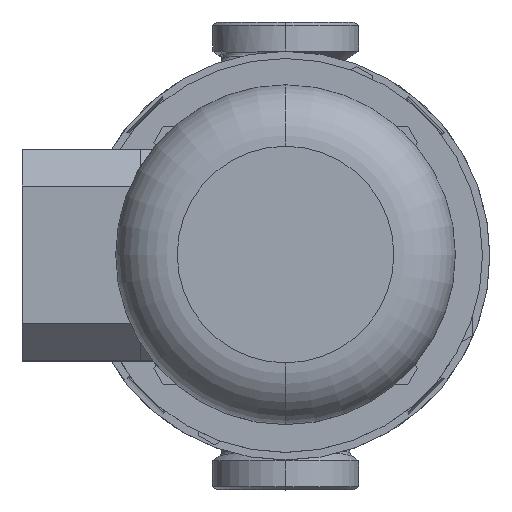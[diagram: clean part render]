
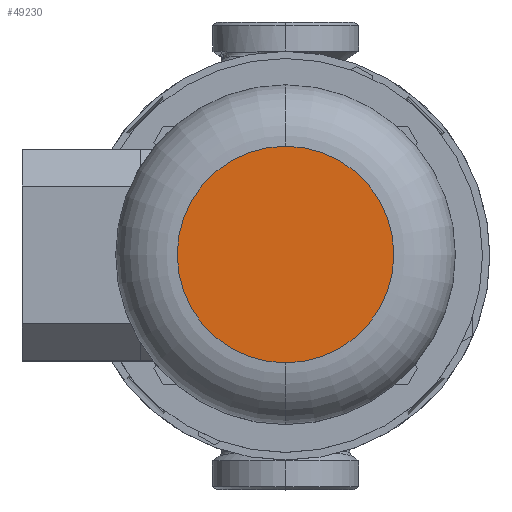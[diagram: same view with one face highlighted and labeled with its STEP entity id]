
A CAD part, top view. The second image highlights one B-rep face of the part: STEP entity #49230.
In plain terms, the highlighted planar face has unit normal (0, 0, 1).
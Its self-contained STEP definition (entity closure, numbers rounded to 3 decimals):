
#10429 = CARTESIAN_POINT ( 'NONE',  ( 0., -44., 321.75 ) ) ;
#10430 = CARTESIAN_POINT ( 'NONE',  ( 0., 44., 321.75 ) ) ;
#14164 = CIRCLE ( 'NONE', #14167, 44. ) ;
#14167 = AXIS2_PLACEMENT_3D ( 'NONE', #16353, #16355, #16357 ) ;
#16353 = CARTESIAN_POINT ( 'NONE',  ( 0., 0., 321.75 ) ) ;
#16355 = DIRECTION ( 'NONE',  ( 0., 0., 1. ) ) ;
#16357 = DIRECTION ( 'NONE',  ( 0., 1., 0. ) ) ;
#17906 = CARTESIAN_POINT ( 'NONE',  ( 0., 0., 321.75 ) ) ;
#17907 = DIRECTION ( 'NONE',  ( 0., 0., 1. ) ) ;
#17908 = DIRECTION ( 'NONE',  ( 0., 1., 0. ) ) ;
#18168 = CIRCLE ( 'NONE', #18171, 44. ) ;
#18171 = AXIS2_PLACEMENT_3D ( 'NONE', #17906, #17907, #17908 ) ;
#18695 = AXIS2_PLACEMENT_3D ( 'NONE', #20048, #20049, #20050 ) ;
#20034 = FACE_OUTER_BOUND ( 'NONE', #64487, .T. ) ;
#20036 = PLANE ( 'NONE',  #18695 ) ;
#20048 = CARTESIAN_POINT ( 'NONE',  ( -44., 0., 321.75 ) ) ;
#20049 = DIRECTION ( 'NONE',  ( 0., 0., -1. ) ) ;
#20050 = DIRECTION ( 'NONE',  ( 0., -1., 0. ) ) ;
#46286 = ORIENTED_EDGE ( 'NONE', *, *, #48708, .T. ) ;
#46288 = ORIENTED_EDGE ( 'NONE', *, *, #49074, .T. ) ;
#48026 = VERTEX_POINT ( 'NONE', #10429 ) ;
#48027 = VERTEX_POINT ( 'NONE', #10430 ) ;
#48708 = EDGE_CURVE ( 'NONE', #48027, #48026, #14164, .T. ) ;
#49074 = EDGE_CURVE ( 'NONE', #48026, #48027, #18168, .T. ) ;
#49230 = ADVANCED_FACE ( 'NONE', ( #20034 ), #20036, .F. ) ;
#64487 = EDGE_LOOP ( 'NONE', ( #46286, #46288 ) ) ;
